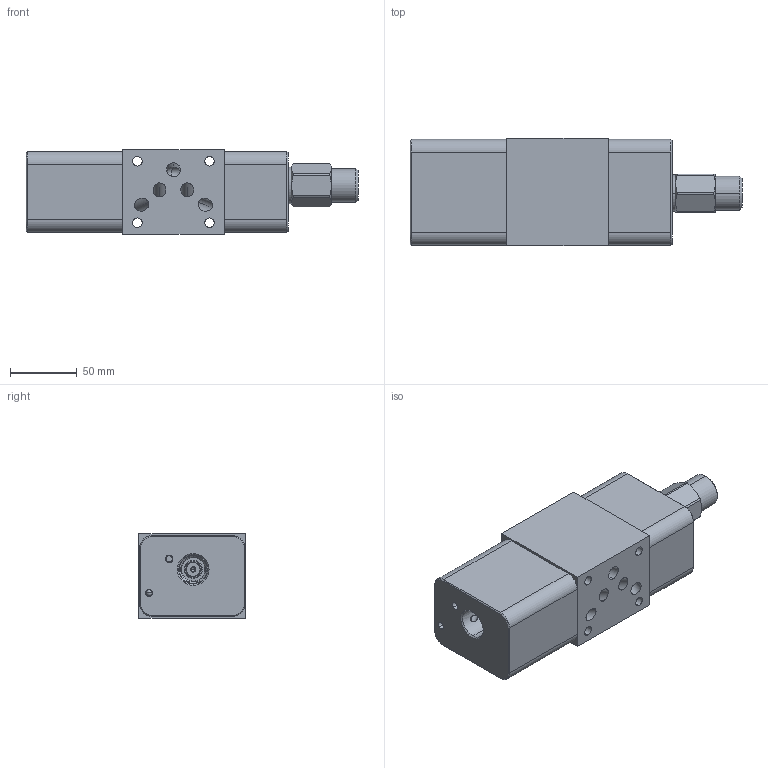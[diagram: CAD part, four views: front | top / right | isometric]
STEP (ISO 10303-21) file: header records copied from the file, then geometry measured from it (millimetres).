
FILE_DESCRIPTION((''),'2;1');
FILE_NAME('U6S_ASM','2023-02-13T',('ProEService'),(''),'PRO/ENGINEER BY PARAMETRIC TECHNOLOGY CORPORATION, 2014200','PRO/ENGINEER BY PARAMETRIC TECHNOLOGY CORPORATION, 2014200','');
FILE_SCHEMA(('CONFIG_CONTROL_DESIGN'));
Length unit declared in the file: inch
Products named in the file (5): 172-850; 850-004-218; FTCAXCN; 500-001-014; U6S_ASM
Assembly tree (10 placements, depth 2):
  U6S_ASM
    172-850
    850-004-218  x3
    FTCAXCN
    500-001-014  x5
Bounding box: 248.44 x 80.54 x 63.5 mm (x, y, z)
Volume: 889015.4 mm3; surface area: 135841.1 mm2
Topology: 15 solids, 15 shells, 736 faces, 1989 edges, 1459 vertices
Faces by surface type: cylinder 330, plane 138, cone 112, torus 98, revolution 36, sphere 22
Entity records: 29111 total; most frequent: CARTESIAN_POINT 11445, DIRECTION 3796, ORIENTED_EDGE 3296, EDGE_CURVE 1648, AXIS2_PLACEMENT_3D 1488, VERTEX_POINT 1018, EDGE_LOOP 846, VECTOR 800
